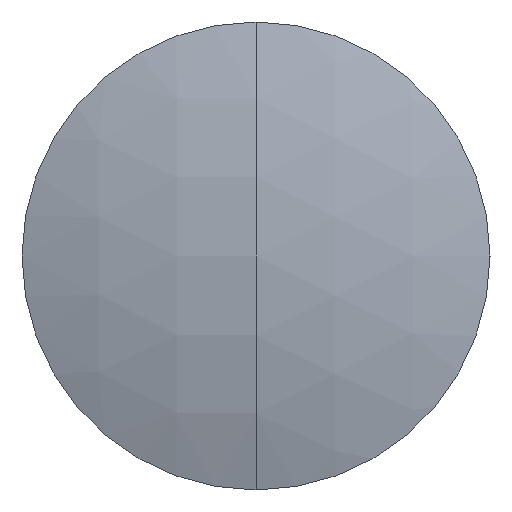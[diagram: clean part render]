
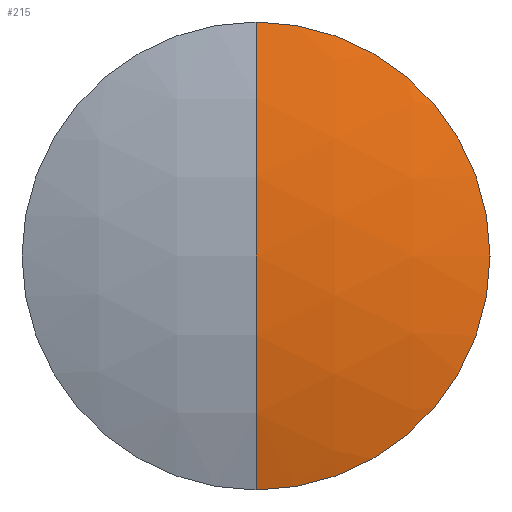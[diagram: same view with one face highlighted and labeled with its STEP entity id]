
A CAD part, left-side view. The second image highlights one B-rep face of the part: STEP entity #215.
In plain terms, the highlighted spherical face has radius 64.521 mm.
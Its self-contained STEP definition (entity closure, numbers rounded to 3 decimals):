
#2 = AXIS2_PLACEMENT_3D ( 'NONE', #39, #145, #176 ) ;
#5 = EDGE_CURVE ( 'NONE', #162, #181, #318, .T. ) ;
#15 = DIRECTION ( 'NONE',  ( -1., 0., 0. ) ) ;
#35 = EDGE_LOOP ( 'NONE', ( #124, #139, #113 ) ) ;
#39 = CARTESIAN_POINT ( 'NONE',  ( 332.56, 0., 0. ) ) ;
#46 = CARTESIAN_POINT ( 'NONE',  ( 271.217, 0., 0. ) ) ;
#50 = DIRECTION ( 'NONE',  ( 0., 1., 0. ) ) ;
#71 = EDGE_CURVE ( 'NONE', #74, #181, #136, .T. ) ;
#74 = VERTEX_POINT ( 'NONE', #96 ) ;
#93 = DIRECTION ( 'NONE',  ( 0., -1., 0. ) ) ;
#96 = CARTESIAN_POINT ( 'NONE',  ( 271.217, 0., 20. ) ) ;
#99 = AXIS2_PLACEMENT_3D ( 'NONE', #301, #93, #277 ) ;
#101 = SPHERICAL_SURFACE ( 'NONE', #2, 64.521 ) ;
#113 = ORIENTED_EDGE ( 'NONE', *, *, #5, .F. ) ;
#124 = ORIENTED_EDGE ( 'NONE', *, *, #202, .T. ) ;
#136 = CIRCLE ( 'NONE', #99, 64.521 ) ;
#139 = ORIENTED_EDGE ( 'NONE', *, *, #71, .T. ) ;
#145 = DIRECTION ( 'NONE',  ( 0., -1., 0. ) ) ;
#162 = VERTEX_POINT ( 'NONE', #171 ) ;
#171 = CARTESIAN_POINT ( 'NONE',  ( 271.217, 0., -20. ) ) ;
#176 = DIRECTION ( 'NONE',  ( 0., 0., -1. ) ) ;
#181 = VERTEX_POINT ( 'NONE', #273 ) ;
#202 = EDGE_CURVE ( 'NONE', #162, #74, #323, .T. ) ;
#203 = DIRECTION ( 'NONE',  ( 0., 0., 1. ) ) ;
#215 = ADVANCED_FACE ( 'NONE', ( #242 ), #101, .T. ) ;
#229 = CARTESIAN_POINT ( 'NONE',  ( 332.56, 0., 0. ) ) ;
#242 = FACE_OUTER_BOUND ( 'NONE', #35, .T. ) ;
#271 = DIRECTION ( 'NONE',  ( 0., 0., 1. ) ) ;
#273 = CARTESIAN_POINT ( 'NONE',  ( 268.039, 0., 0. ) ) ;
#277 = DIRECTION ( 'NONE',  ( 0., 0., -1. ) ) ;
#282 = AXIS2_PLACEMENT_3D ( 'NONE', #229, #50, #203 ) ;
#293 = AXIS2_PLACEMENT_3D ( 'NONE', #46, #15, #271 ) ;
#301 = CARTESIAN_POINT ( 'NONE',  ( 332.56, 0., 0. ) ) ;
#318 = CIRCLE ( 'NONE', #282, 64.521 ) ;
#323 = CIRCLE ( 'NONE', #293, 20. ) ;
